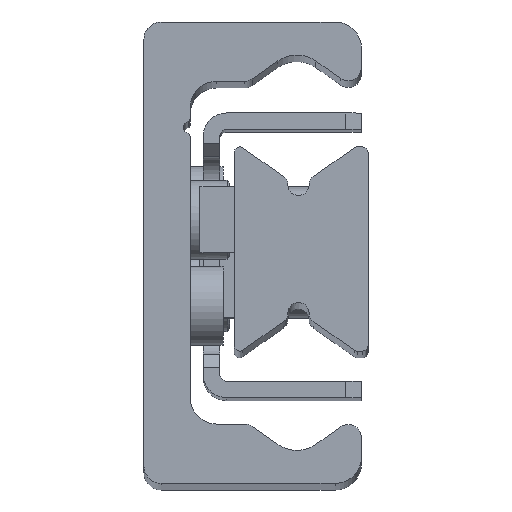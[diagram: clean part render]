
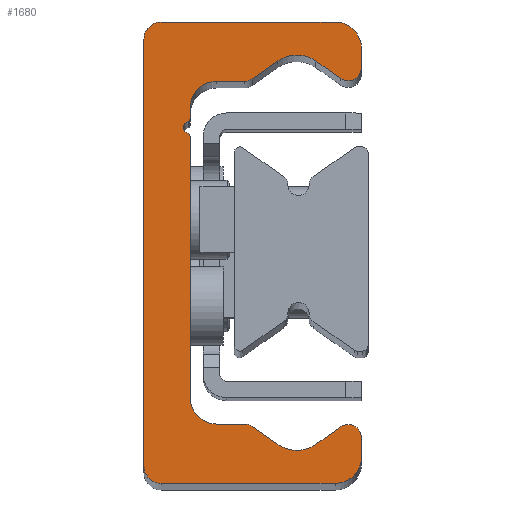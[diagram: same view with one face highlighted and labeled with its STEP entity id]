
A CAD part, top view. The second image highlights one B-rep face of the part: STEP entity #1680.
In plain terms, the highlighted planar face has unit normal (0, 0, 1).
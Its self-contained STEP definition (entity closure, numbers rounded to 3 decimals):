
#668=CARTESIAN_POINT('',(1.299,0.,290.0));
#669=VERTEX_POINT('',#668);
#670=CARTESIAN_POINT('',(-0.001,1.3,290.0));
#671=VERTEX_POINT('',#670);
#672=CARTESIAN_POINT('',(1.299,1.3,290.0));
#673=DIRECTION('',(0.0,0.0,-1.0));
#674=DIRECTION('',(-1.0,0.0,0.0));
#675=AXIS2_PLACEMENT_3D('',#672,#673,#674);
#676=CIRCLE('',#675,1.3);
#677=EDGE_CURVE('',#669,#671,#676,.T.);
#710=CARTESIAN_POINT('',(-0.001,33.7,290.0));
#711=VERTEX_POINT('',#710);
#712=CARTESIAN_POINT('',(-0.001,1.3,290.0));
#713=DIRECTION('',(0.0,1.0,0.0));
#714=VECTOR('',#713,32.4);
#715=LINE('',#712,#714);
#716=EDGE_CURVE('',#671,#711,#715,.T.);
#765=CARTESIAN_POINT('',(1.299,35.0,290.0));
#766=VERTEX_POINT('',#765);
#767=CARTESIAN_POINT('',(1.299,33.7,290.0));
#768=DIRECTION('',(0.0,0.0,-1.0));
#769=DIRECTION('',(0.0,1.0,0.0));
#770=AXIS2_PLACEMENT_3D('',#767,#768,#769);
#771=CIRCLE('',#770,1.3);
#772=EDGE_CURVE('',#711,#766,#771,.T.);
#798=CARTESIAN_POINT('',(14.499,35.0,290.0));
#799=VERTEX_POINT('',#798);
#800=CARTESIAN_POINT('',(1.299,35.0,290.0));
#801=DIRECTION('',(1.0,0.0,0.0));
#802=VECTOR('',#801,13.2);
#803=LINE('',#800,#802);
#804=EDGE_CURVE('',#766,#799,#803,.T.);
#829=CARTESIAN_POINT('',(16.499,33.0,290.0));
#830=VERTEX_POINT('',#829);
#831=CARTESIAN_POINT('',(14.499,33.0,290.0));
#832=DIRECTION('',(0.0,0.0,-1.0));
#833=DIRECTION('',(1.0,0.0,0.0));
#834=AXIS2_PLACEMENT_3D('',#831,#832,#833);
#835=CIRCLE('',#834,2.0);
#836=EDGE_CURVE('',#799,#830,#835,.T.);
#862=CARTESIAN_POINT('',(16.499,31.542,290.0));
#863=VERTEX_POINT('',#862);
#864=CARTESIAN_POINT('',(16.499,33.0,290.0));
#865=DIRECTION('',(0.0,-1.0,0.0));
#866=VECTOR('',#865,1.458);
#867=LINE('',#864,#866);
#868=EDGE_CURVE('',#830,#863,#867,.T.);
#893=CARTESIAN_POINT('',(14.926,30.723,290.0));
#894=VERTEX_POINT('',#893);
#895=CARTESIAN_POINT('',(15.499,31.542,290.0));
#896=DIRECTION('',(0.0,0.0,-1.));
#897=DIRECTION('',(-0.574,-0.819,0.0));
#898=AXIS2_PLACEMENT_3D('',#895,#896,#897);
#899=CIRCLE('',#898,1.);
#900=EDGE_CURVE('',#863,#894,#899,.T.);
#926=CARTESIAN_POINT('',(13.033,32.048,290.0));
#927=VERTEX_POINT('',#926);
#928=CARTESIAN_POINT('',(14.926,30.723,290.0));
#929=DIRECTION('',(-0.819,0.574,0.0));
#930=VECTOR('',#929,2.31);
#931=LINE('',#928,#930);
#932=EDGE_CURVE('',#894,#927,#931,.T.);
#957=CARTESIAN_POINT('',(10.165,32.048,290.0));
#958=VERTEX_POINT('',#957);
#959=CARTESIAN_POINT('',(11.599,30.0,290.0));
#960=DIRECTION('',(0.0,0.0,1.));
#961=DIRECTION('',(-0.574,-0.819,0.0));
#962=AXIS2_PLACEMENT_3D('',#959,#960,#961);
#963=CIRCLE('',#962,2.5);
#964=EDGE_CURVE('',#927,#958,#963,.T.);
#990=CARTESIAN_POINT('',(8.213,30.681,290.0));
#991=VERTEX_POINT('',#990);
#992=CARTESIAN_POINT('',(10.165,32.048,290.0));
#993=DIRECTION('',(-0.819,-0.574,0.0));
#994=VECTOR('',#993,2.383);
#995=LINE('',#992,#994);
#996=EDGE_CURVE('',#958,#991,#995,.T.);
#1021=CARTESIAN_POINT('',(7.64,30.5,290.0));
#1022=VERTEX_POINT('',#1021);
#1023=CARTESIAN_POINT('',(7.64,31.5,290.0));
#1024=DIRECTION('',(0.0,0.0,-1.0));
#1025=DIRECTION('',(0.0,-1.0,0.0));
#1026=AXIS2_PLACEMENT_3D('',#1023,#1024,#1025);
#1027=CIRCLE('',#1026,1.0);
#1028=EDGE_CURVE('',#991,#1022,#1027,.T.);
#1054=CARTESIAN_POINT('',(5.499,30.5,290.0));
#1055=VERTEX_POINT('',#1054);
#1056=CARTESIAN_POINT('',(7.64,30.5,290.0));
#1057=DIRECTION('',(-1.0,0.0,0.0));
#1058=VECTOR('',#1057,2.14);
#1059=LINE('',#1056,#1058);
#1060=EDGE_CURVE('',#1022,#1055,#1059,.T.);
#1085=CARTESIAN_POINT('',(3.499,28.5,290.0));
#1086=VERTEX_POINT('',#1085);
#1087=CARTESIAN_POINT('',(5.499,28.5,290.0));
#1088=DIRECTION('',(0.0,0.0,1.0));
#1089=DIRECTION('',(0.0,-1.0,0.0));
#1090=AXIS2_PLACEMENT_3D('',#1087,#1088,#1089);
#1091=CIRCLE('',#1090,2.0);
#1092=EDGE_CURVE('',#1055,#1086,#1091,.T.);
#1118=CARTESIAN_POINT('',(3.499,27.671,290.0));
#1119=VERTEX_POINT('',#1118);
#1120=CARTESIAN_POINT('',(3.499,28.5,290.0));
#1121=DIRECTION('',(0.0,-1.0,0.0));
#1122=VECTOR('',#1121,0.829);
#1123=LINE('',#1120,#1122);
#1124=EDGE_CURVE('',#1086,#1119,#1123,.T.);
#1149=CARTESIAN_POINT('',(3.357,27.479,290.0));
#1150=VERTEX_POINT('',#1149);
#1151=CARTESIAN_POINT('',(3.299,27.671,290.0));
#1152=DIRECTION('',(0.0,0.0,-1.));
#1153=DIRECTION('',(0.286,-0.958,0.0));
#1154=AXIS2_PLACEMENT_3D('',#1151,#1152,#1153);
#1155=CIRCLE('',#1154,0.2);
#1156=EDGE_CURVE('',#1119,#1150,#1155,.T.);
#1182=CARTESIAN_POINT('',(3.357,26.521,290.0));
#1183=VERTEX_POINT('',#1182);
#1184=CARTESIAN_POINT('',(3.499,27.0,290.0));
#1185=DIRECTION('',(0.0,0.0,1.0));
#1186=DIRECTION('',(0.286,-0.958,0.0));
#1187=AXIS2_PLACEMENT_3D('',#1184,#1185,#1186);
#1188=CIRCLE('',#1187,0.5);
#1189=EDGE_CURVE('',#1150,#1183,#1188,.T.);
#1215=CARTESIAN_POINT('',(3.499,26.329,290.0));
#1216=VERTEX_POINT('',#1215);
#1217=CARTESIAN_POINT('',(3.299,26.329,290.0));
#1218=DIRECTION('',(0.0,0.0,-1.0));
#1219=DIRECTION('',(1.0,0.0,0.0));
#1220=AXIS2_PLACEMENT_3D('',#1217,#1218,#1219);
#1221=CIRCLE('',#1220,0.2);
#1222=EDGE_CURVE('',#1183,#1216,#1221,.T.);
#1248=CARTESIAN_POINT('',(3.499,6.5,290.0));
#1249=VERTEX_POINT('',#1248);
#1250=CARTESIAN_POINT('',(3.499,26.329,290.0));
#1251=DIRECTION('',(0.0,-1.0,0.0));
#1252=VECTOR('',#1251,19.829);
#1253=LINE('',#1250,#1252);
#1254=EDGE_CURVE('',#1216,#1249,#1253,.T.);
#1303=CARTESIAN_POINT('',(5.499,4.5,290.0));
#1304=VERTEX_POINT('',#1303);
#1305=CARTESIAN_POINT('',(5.499,6.5,290.0));
#1306=DIRECTION('',(0.0,0.0,1.0));
#1307=DIRECTION('',(1.0,0.0,0.0));
#1308=AXIS2_PLACEMENT_3D('',#1305,#1306,#1307);
#1309=CIRCLE('',#1308,2.0);
#1310=EDGE_CURVE('',#1249,#1304,#1309,.T.);
#1336=CARTESIAN_POINT('',(7.64,4.5,290.0));
#1337=VERTEX_POINT('',#1336);
#1338=CARTESIAN_POINT('',(5.499,4.5,290.0));
#1339=DIRECTION('',(1.0,0.0,0.0));
#1340=VECTOR('',#1339,2.14);
#1341=LINE('',#1338,#1340);
#1342=EDGE_CURVE('',#1304,#1337,#1341,.T.);
#1367=CARTESIAN_POINT('',(8.213,4.319,290.0));
#1368=VERTEX_POINT('',#1367);
#1369=CARTESIAN_POINT('',(7.64,3.5,290.0));
#1370=DIRECTION('',(0.0,0.0,-1.));
#1371=DIRECTION('',(0.574,0.819,0.0));
#1372=AXIS2_PLACEMENT_3D('',#1369,#1370,#1371);
#1373=CIRCLE('',#1372,1.0);
#1374=EDGE_CURVE('',#1337,#1368,#1373,.T.);
#1400=CARTESIAN_POINT('',(10.165,2.952,290.0));
#1401=VERTEX_POINT('',#1400);
#1402=CARTESIAN_POINT('',(8.213,4.319,290.0));
#1403=DIRECTION('',(0.819,-0.574,0.0));
#1404=VECTOR('',#1403,2.383);
#1405=LINE('',#1402,#1404);
#1406=EDGE_CURVE('',#1368,#1401,#1405,.T.);
#1431=CARTESIAN_POINT('',(13.033,2.952,290.0));
#1432=VERTEX_POINT('',#1431);
#1433=CARTESIAN_POINT('',(11.599,5.,290.0));
#1434=DIRECTION('',(0.0,0.0,1.0));
#1435=DIRECTION('',(0.574,0.819,0.0));
#1436=AXIS2_PLACEMENT_3D('',#1433,#1434,#1435);
#1437=CIRCLE('',#1436,2.5);
#1438=EDGE_CURVE('',#1401,#1432,#1437,.T.);
#1464=CARTESIAN_POINT('',(14.926,4.277,290.0));
#1465=VERTEX_POINT('',#1464);
#1466=CARTESIAN_POINT('',(13.033,2.952,290.0));
#1467=DIRECTION('',(0.819,0.574,0.0));
#1468=VECTOR('',#1467,2.31);
#1469=LINE('',#1466,#1468);
#1470=EDGE_CURVE('',#1432,#1465,#1469,.T.);
#1495=CARTESIAN_POINT('',(16.499,3.458,290.0));
#1496=VERTEX_POINT('',#1495);
#1497=CARTESIAN_POINT('',(15.499,3.458,290.0));
#1498=DIRECTION('',(0.0,0.0,-1.0));
#1499=DIRECTION('',(1.0,0.0,0.0));
#1500=AXIS2_PLACEMENT_3D('',#1497,#1498,#1499);
#1501=CIRCLE('',#1500,1.);
#1502=EDGE_CURVE('',#1465,#1496,#1501,.T.);
#1528=CARTESIAN_POINT('',(16.499,2.,290.0));
#1529=VERTEX_POINT('',#1528);
#1530=CARTESIAN_POINT('',(16.499,3.458,290.0));
#1531=DIRECTION('',(0.0,-1.0,0.0));
#1532=VECTOR('',#1531,1.458);
#1533=LINE('',#1530,#1532);
#1534=EDGE_CURVE('',#1496,#1529,#1533,.T.);
#1559=CARTESIAN_POINT('',(14.499,0.,290.0));
#1560=VERTEX_POINT('',#1559);
#1561=CARTESIAN_POINT('',(14.499,2.,290.0));
#1562=DIRECTION('',(0.0,0.0,-1.0));
#1563=DIRECTION('',(0.0,-1.0,0.0));
#1564=AXIS2_PLACEMENT_3D('',#1561,#1562,#1563);
#1565=CIRCLE('',#1564,2.0);
#1566=EDGE_CURVE('',#1529,#1560,#1565,.T.);
#1592=CARTESIAN_POINT('',(14.499,0.,290.0));
#1593=DIRECTION('',(-1.0,0.0,0.0));
#1594=VECTOR('',#1593,13.2);
#1595=LINE('',#1592,#1594);
#1596=EDGE_CURVE('',#1560,#669,#1595,.T.);
#1645=CARTESIAN_POINT('',(5.933,17.534,290.0));
#1646=DIRECTION('',(0.0,0.0,1.0));
#1647=DIRECTION('',(1.0,0.0,0.0));
#1648=AXIS2_PLACEMENT_3D('',#1645,#1646,#1647);
#1649=PLANE('',#1648);
#1650=ORIENTED_EDGE('',*,*,#677,.F.);
#1651=ORIENTED_EDGE('',*,*,#1596,.F.);
#1652=ORIENTED_EDGE('',*,*,#1566,.F.);
#1653=ORIENTED_EDGE('',*,*,#1534,.F.);
#1654=ORIENTED_EDGE('',*,*,#1502,.F.);
#1655=ORIENTED_EDGE('',*,*,#1470,.F.);
#1656=ORIENTED_EDGE('',*,*,#1438,.F.);
#1657=ORIENTED_EDGE('',*,*,#1406,.F.);
#1658=ORIENTED_EDGE('',*,*,#1374,.F.);
#1659=ORIENTED_EDGE('',*,*,#1342,.F.);
#1660=ORIENTED_EDGE('',*,*,#1310,.F.);
#1661=ORIENTED_EDGE('',*,*,#1254,.F.);
#1662=ORIENTED_EDGE('',*,*,#1222,.F.);
#1663=ORIENTED_EDGE('',*,*,#1189,.F.);
#1664=ORIENTED_EDGE('',*,*,#1156,.F.);
#1665=ORIENTED_EDGE('',*,*,#1124,.F.);
#1666=ORIENTED_EDGE('',*,*,#1092,.F.);
#1667=ORIENTED_EDGE('',*,*,#1060,.F.);
#1668=ORIENTED_EDGE('',*,*,#1028,.F.);
#1669=ORIENTED_EDGE('',*,*,#996,.F.);
#1670=ORIENTED_EDGE('',*,*,#964,.F.);
#1671=ORIENTED_EDGE('',*,*,#932,.F.);
#1672=ORIENTED_EDGE('',*,*,#900,.F.);
#1673=ORIENTED_EDGE('',*,*,#868,.F.);
#1674=ORIENTED_EDGE('',*,*,#836,.F.);
#1675=ORIENTED_EDGE('',*,*,#804,.F.);
#1676=ORIENTED_EDGE('',*,*,#772,.F.);
#1677=ORIENTED_EDGE('',*,*,#716,.F.);
#1678=EDGE_LOOP('',(#1650,#1651,#1652,#1653,#1654,#1655,#1656,#1657,#1658,#1659,#1660,#1661,#1662,#1663,#1664,#1665,#1666,#1667,#1668,#1669,#1670,#1671,#1672,#1673,#1674,#1675,#1676,#1677));
#1679=FACE_OUTER_BOUND('',#1678,.T.);
#1680=ADVANCED_FACE('',(#1679),#1649,.T.);
